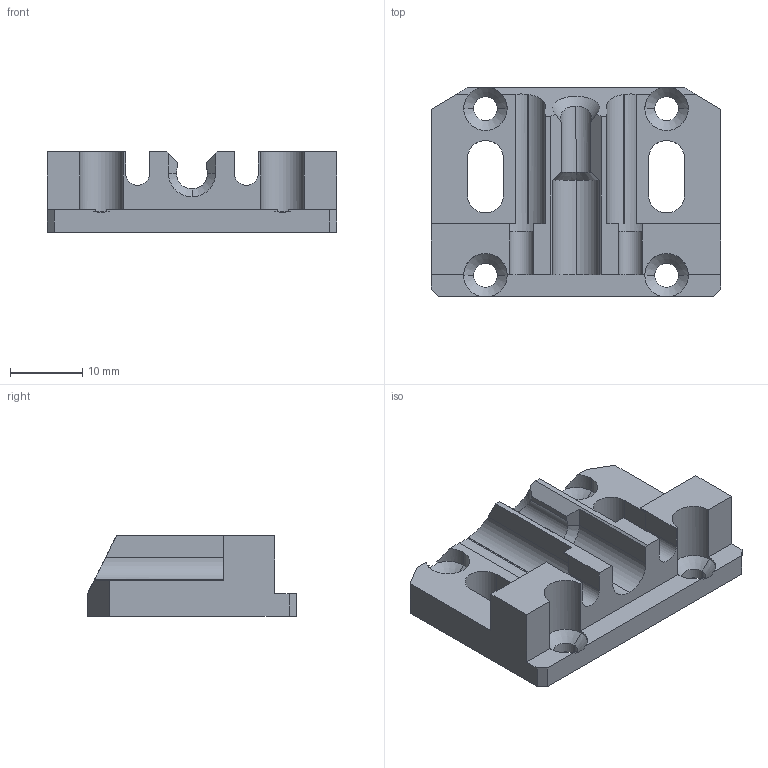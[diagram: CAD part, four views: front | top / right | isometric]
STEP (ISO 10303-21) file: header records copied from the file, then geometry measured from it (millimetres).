
FILE_DESCRIPTION (( 'STEP AP214' ), '1' );
FILE_NAME ('nozzle-mounting.STEP', '2012-04-30T11:12:21', ( 'jeanmarc' ), ( '' ), 'SwSTEP 2.0', 'SolidWorks 2012', '' );
FILE_SCHEMA (( 'AUTOMOTIVE_DESIGN' ));
Length unit declared in the file: millimetre
Products named in the file (1): nozzle-mounting
Bounding box: 40 x 28.8 x 11.15 mm (x, y, z)
Volume: 6198.4 mm3; surface area: 4050.6 mm2
Topology: 1 solids, 1 shells, 97 faces, 277 edges, 178 vertices
Faces by surface type: plane 54, cylinder 32, cone 10, bspline 1
Entity records: 3325 total; most frequent: CARTESIAN_POINT 734, ORIENTED_EDGE 554, DIRECTION 520, EDGE_CURVE 277, LINE 186, VECTOR 186, VERTEX_POINT 178, AXIS2_PLACEMENT_3D 167
